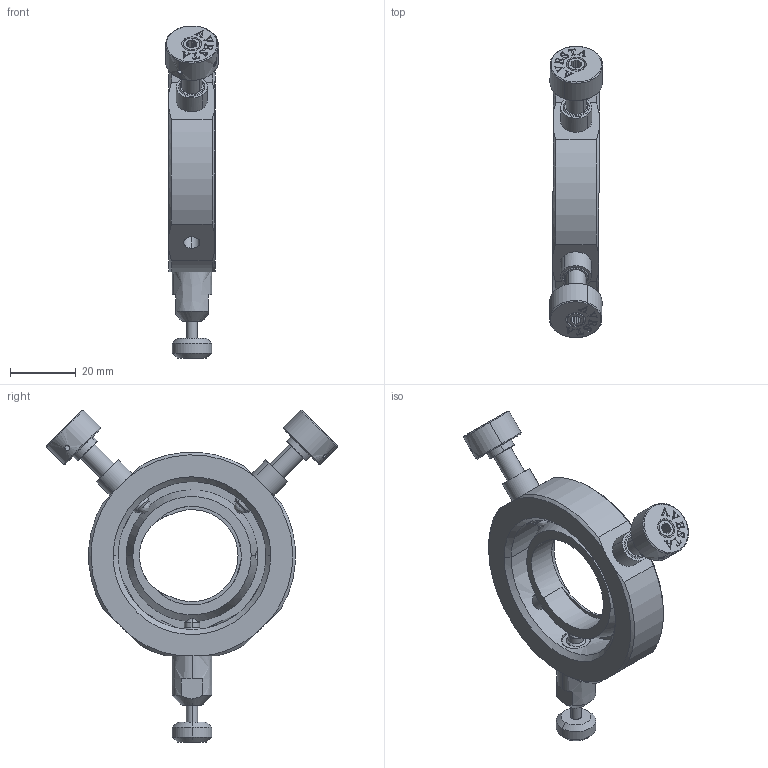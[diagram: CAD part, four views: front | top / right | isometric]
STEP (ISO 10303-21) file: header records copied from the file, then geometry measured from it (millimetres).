
FILE_DESCRIPTION(/* description */ (''),/* implementation_level */ '2;1');
FILE_NAME(/* name */ '01_MM-YZ-M',/* time_stamp */ '2024-08-14T14:36:13+03:00',/* author */ (''),/* organization */ (''),/* preprocessor_version */ 'ST-DEVELOPER v15',/* originating_system */ '',/* authorisation */ '');
FILE_SCHEMA (('AUTOMOTIVE_DESIGN'));
Length unit declared in the file: millimetre
Products named in the file (1): Document
Bounding box: 16.15 x 88.67 x 101.04 mm (x, y, z)
Volume: 32004.8 mm3; surface area: 20325.7 mm2
Topology: 14 solids, 14 shells, 578 faces, 1526 edges, 991 vertices
Faces by surface type: bspline 314, plane 264
Entity records: 19483 total; most frequent: CARTESIAN_POINT 9808, ORIENTED_EDGE 3020, EDGE_CURVE 1510, B_SPLINE_CURVE_WITH_KNOTS 1187, VERTEX_POINT 991, EDGE_LOOP 649, ADVANCED_FACE 578, FACE_OUTER_BOUND 578
